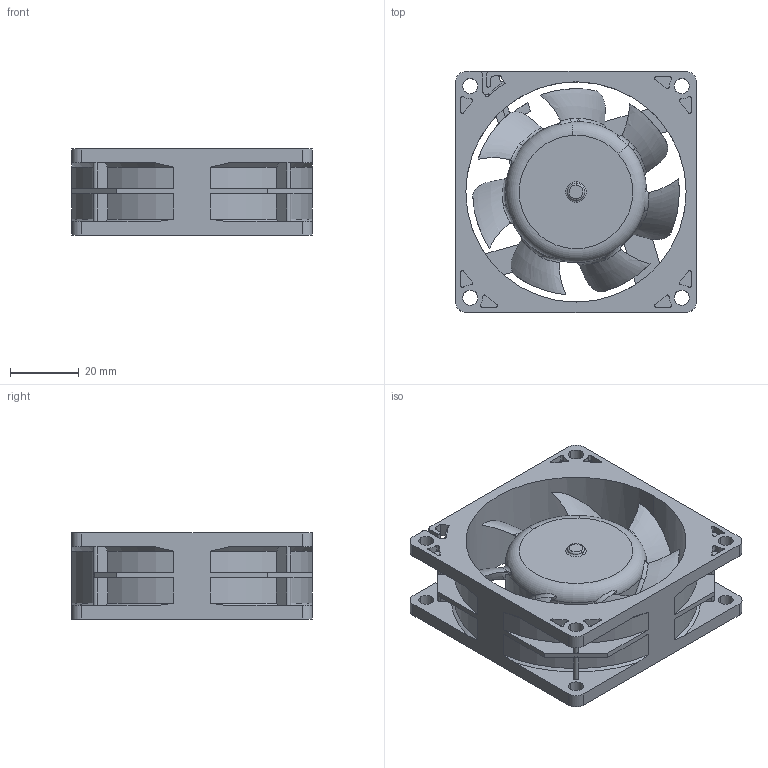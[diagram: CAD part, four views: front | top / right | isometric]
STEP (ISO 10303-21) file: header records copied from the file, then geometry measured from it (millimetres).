
FILE_DESCRIPTION((''),'2;1');
FILE_NAME('AUB0712HH-C_ASM','2022-02-24T20:27:48',('CHENGXUAN.YU'),(''),'CREO PARAMETRIC BY PTC INC, 2018400','CREO PARAMETRIC BY PTC INC, 2018400','');
FILE_SCHEMA(('CONFIG_CONTROL_DESIGN'));
Length unit declared in the file: millimetre
Products named in the file (5): 4102085500-A_1_1; A7025_IMPELLER_2_1; AUB0712HH-C_3D_ASM_1_ASM_1_ASM; AUB0712HH-C_ASM_1_ASM; AUB0712HH-C_ASM
Assembly tree (4 placements, depth 4):
  AUB0712HH-C_ASM
    AUB0712HH-C_ASM_1_ASM
      AUB0712HH-C_3D_ASM_1_ASM_1_ASM
        4102085500-A_1_1
        A7025_IMPELLER_2_1
Bounding box: 70 x 70 x 25 mm (x, y, z)
Volume: 52100.6 mm3; surface area: 31059.6 mm2
Topology: 2 solids, 4 shells, 403 faces, 1143 edges, 763 vertices
Faces by surface type: cylinder 177, plane 137, bspline 46, torus 23, cone 18, sphere 1, extrusion 1
Entity records: 24746 total; most frequent: CARTESIAN_POINT 14231, ORIENTED_EDGE 2284, DIRECTION 2118, EDGE_CURVE 1142, AXIS2_PLACEMENT_3D 831, VERTEX_POINT 763, CIRCLE 463, VECTOR 456
